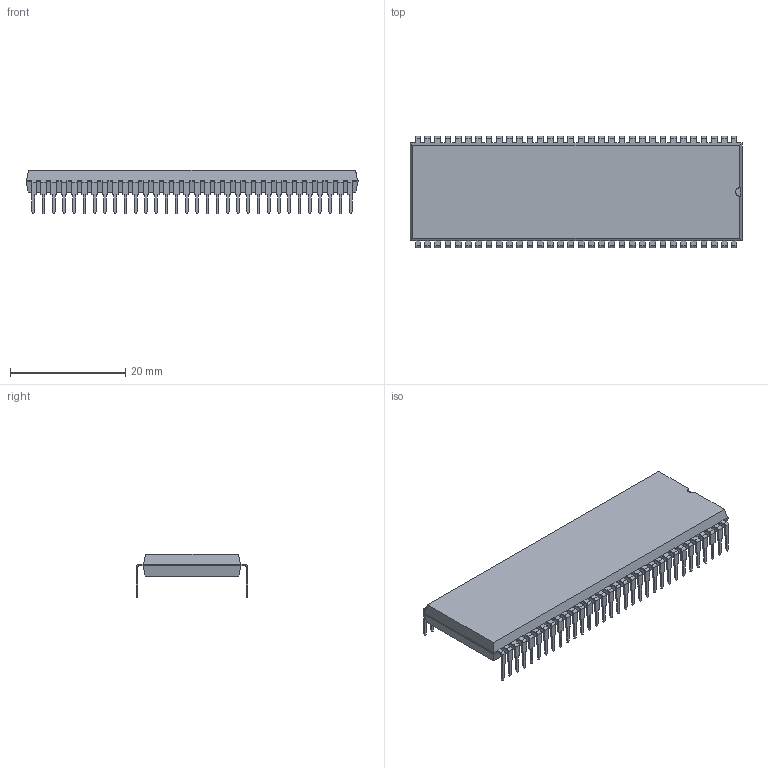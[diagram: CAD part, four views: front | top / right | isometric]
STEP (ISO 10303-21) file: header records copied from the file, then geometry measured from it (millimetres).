
FILE_DESCRIPTION(/* description */ ('model of DIP-64_W22.86mm'),/* implementation_level */ '2;1');
FILE_NAME(/* name */ 'DIP-64_W22.86mm.step',/* time_stamp */ '2017-06-13T12:26:02',/* author */ ('kicad StepUp','ksu'),/* organization */ ('FreeCAD'),/* preprocessor_version */ 'OCC',/* originating_system */ 'kicad StepUp',/* authorisation */ '');
FILE_SCHEMA(('AUTOMOTIVE_DESIGN_CC2 { 1 2 10303 214 -1 1 5 4 }'));
Length unit declared in the file: millimetre
Products named in the file (1): DIP_64_W2286mm
Bounding box: 57.66 x 19.3 x 7.62 mm (x, y, z)
Volume: 3696.3 mm3; surface area: 3248.5 mm2
Topology: 1 solids, 1 shells, 1100 faces, 3028 edges, 1930 vertices
Faces by surface type: plane 895, cylinder 129, bspline 76
Entity records: 42115 total; most frequent: CARTESIAN_POINT 6603, ORIENTED_EDGE 6056, DIRECTION 5319, EDGE_CURVE 3028, LINE 2749, VECTOR 2749, VERTEX_POINT 1930, AXIS2_PLACEMENT_3D 1285
